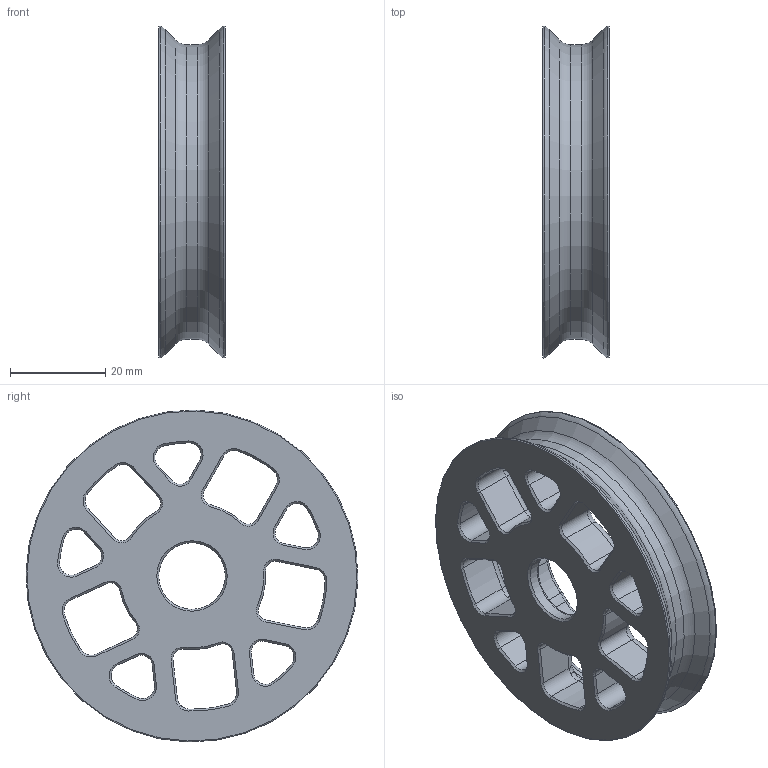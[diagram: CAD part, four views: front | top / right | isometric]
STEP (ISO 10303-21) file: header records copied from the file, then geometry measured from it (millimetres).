
FILE_DESCRIPTION(/* description */ ('STEP AP242','CAx-IF Rec.Pracs.---Representation and Presentation of Product Manufacturing Information (PMI)---4.0---2014-10-13','CAx-IF Rec.Pracs.---3D Tessellated Geometry---0.4---2014-09-14','2;1'),/* implementation_level */ '2;1');
FILE_NAME(/* name */ '649d950f37c2ba52e697251d',/* time_stamp */ '2023-06-29T14:28:32Z',/* author */ (''),/* organization */ (''),/* preprocessor_version */ 'ST-DEVELOPER v19.4',/* originating_system */ ' ',/* authorisation */ ' ');
FILE_SCHEMA (('AP242_MANAGED_MODEL_BASED_3D_ENGINEERING_MIM_LF { 1 0 10303 442 1 1 4 }'));
Length unit declared in the file: metre
Products named in the file (1): Wheel
Bounding box: 14 x 69.81 x 69.81 mm (x, y, z)
Volume: 20871.3 mm3; surface area: 13164.1 mm2
Topology: 1 solids, 1 shells, 281 faces, 674 edges, 387 vertices
Faces by surface type: cylinder 89, torus 75, cone 53, plane 44, bspline 20
Full cylindrical faces by diameter (mm): 14 x1, 60 x1, 62.027 x1
Entity records: 8677 total; most frequent: CARTESIAN_POINT 2175, DIRECTION 1442, ORIENTED_EDGE 1314, EDGE_CURVE 657, AXIS2_PLACEMENT_3D 603, VERTEX_POINT 385, CIRCLE 341, EDGE_LOOP 310
